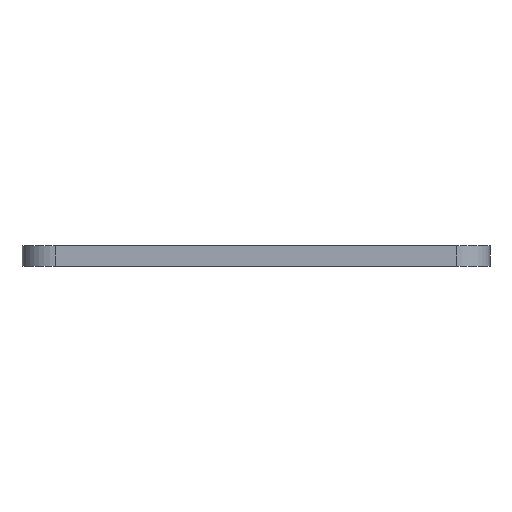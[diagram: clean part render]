
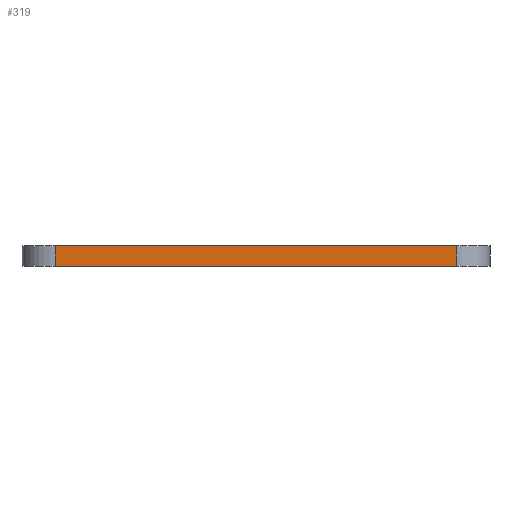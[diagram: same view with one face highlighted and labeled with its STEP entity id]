
A CAD part, front view. The second image highlights one B-rep face of the part: STEP entity #319.
In plain terms, the highlighted planar face has unit normal (0, -1, 0).
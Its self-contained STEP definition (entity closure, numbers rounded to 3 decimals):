
#3 = EDGE_LOOP ( 'NONE', ( #546, #685, #1092, #1207 ) ) ;
#25 = CARTESIAN_POINT ( 'NONE',  ( 0., 0., 3. ) ) ;
#70 = DIRECTION ( 'NONE',  ( 0., 0., 1. ) ) ;
#98 = DIRECTION ( 'NONE',  ( 1., 0., 0. ) ) ;
#172 = DIRECTION ( 'NONE',  ( 0., 0., 1. ) ) ;
#188 = CARTESIAN_POINT ( 'NONE',  ( 0., 0., 3. ) ) ;
#224 = CARTESIAN_POINT ( 'NONE',  ( 5., 0., 0. ) ) ;
#278 = EDGE_CURVE ( 'NONE', #1136, #1184, #1225, .T. ) ;
#293 = LINE ( 'NONE', #598, #374 ) ;
#319 = ADVANCED_FACE ( 'NONE', ( #582 ), #980, .F. ) ;
#343 = CARTESIAN_POINT ( 'NONE',  ( 5., 0., 3. ) ) ;
#374 = VECTOR ( 'NONE', #172, 1000. ) ;
#383 = CARTESIAN_POINT ( 'NONE',  ( 65., 0., 3. ) ) ;
#395 = LINE ( 'NONE', #977, #646 ) ;
#421 = EDGE_CURVE ( 'NONE', #1136, #841, #1004, .T. ) ;
#476 = VECTOR ( 'NONE', #1218, 1000. ) ;
#533 = DIRECTION ( 'NONE',  ( 1., 0., 0. ) ) ;
#546 = ORIENTED_EDGE ( 'NONE', *, *, #621, .T. ) ;
#564 = AXIS2_PLACEMENT_3D ( 'NONE', #188, #862, #70 ) ;
#582 = FACE_OUTER_BOUND ( 'NONE', #3, .T. ) ;
#598 = CARTESIAN_POINT ( 'NONE',  ( 65., 0., 3. ) ) ;
#621 = EDGE_CURVE ( 'NONE', #1184, #657, #395, .T. ) ;
#646 = VECTOR ( 'NONE', #98, 1000. ) ;
#657 = VERTEX_POINT ( 'NONE', #897 ) ;
#674 = VECTOR ( 'NONE', #533, 1000. ) ;
#685 = ORIENTED_EDGE ( 'NONE', *, *, #834, .T. ) ;
#802 = CARTESIAN_POINT ( 'NONE',  ( 5., 0., 0. ) ) ;
#834 = EDGE_CURVE ( 'NONE', #657, #841, #293, .T. ) ;
#841 = VERTEX_POINT ( 'NONE', #383 ) ;
#862 = DIRECTION ( 'NONE',  ( 0., 1., 0. ) ) ;
#897 = CARTESIAN_POINT ( 'NONE',  ( 65., 0., 0. ) ) ;
#977 = CARTESIAN_POINT ( 'NONE',  ( 0., 0., 0. ) ) ;
#980 = PLANE ( 'NONE',  #564 ) ;
#1004 = LINE ( 'NONE', #25, #674 ) ;
#1092 = ORIENTED_EDGE ( 'NONE', *, *, #421, .F. ) ;
#1136 = VERTEX_POINT ( 'NONE', #343 ) ;
#1184 = VERTEX_POINT ( 'NONE', #224 ) ;
#1207 = ORIENTED_EDGE ( 'NONE', *, *, #278, .T. ) ;
#1218 = DIRECTION ( 'NONE',  ( 0., 0., -1. ) ) ;
#1225 = LINE ( 'NONE', #802, #476 ) ;
